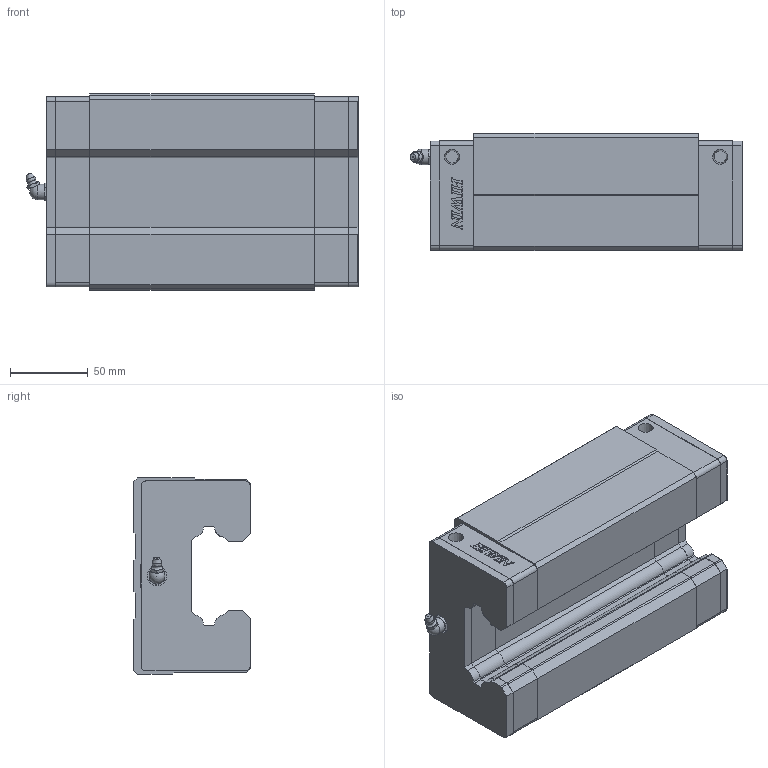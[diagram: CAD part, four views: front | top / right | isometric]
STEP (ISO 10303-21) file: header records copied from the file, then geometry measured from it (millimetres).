
FILE_DESCRIPTION(/* description */ (''),/* implementation_level */ '2;1');
FILE_NAME(/* name */ 'HGH65CAZ0C_GW202311001834.stp',/* time_stamp */ '2023-11-01T22:12:48+08:00',/* author */ ('user'),/* organization */ (''),/* preprocessor_version */ 'ST-DEVELOPER v17',/* originating_system */ 'Autodesk Inventor 2018',/* authorisation */ '');
FILE_SCHEMA (('AUTOMOTIVE_DESIGN { 1 0 10303 214 3 1 1 }'));
Products named in the file (4): HGH65CAZ0C_GW202311001834; HGH65C_右封_temp; 34320003; 18PTH
Assembly tree (3 placements, depth 2):
  HGH65CAZ0C_GW202311001834
    HGH65C_右封_temp
    34320003
    18PTH
Bounding box: 213.2 x 75 x 126 mm (x, y, z)
Volume: 1412702.6 mm3; surface area: 171013.4 mm2
Topology: 7 solids, 7 shells, 645 faces, 1742 edges, 1135 vertices
Faces by surface type: plane 455, cylinder 139, cone 43, bspline 5, sphere 2, torus 1
Full cylindrical faces by diameter (mm): 1 x2, 7.3 x2, 10 x5, 11.5 x1, 12.5 x2, 13.835 x4
Entity records: 20294 total; most frequent: CARTESIAN_POINT 3694, ORIENTED_EDGE 3474, DIRECTION 3373, EDGE_CURVE 1737, LINE 1339, VECTOR 1339, VERTEX_POINT 1135, AXIS2_PLACEMENT_3D 1017
